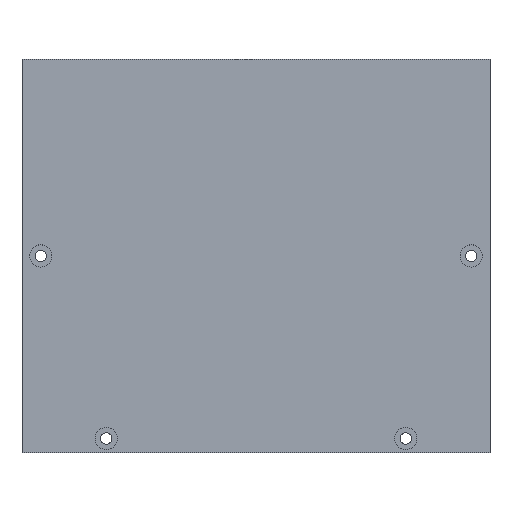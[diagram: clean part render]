
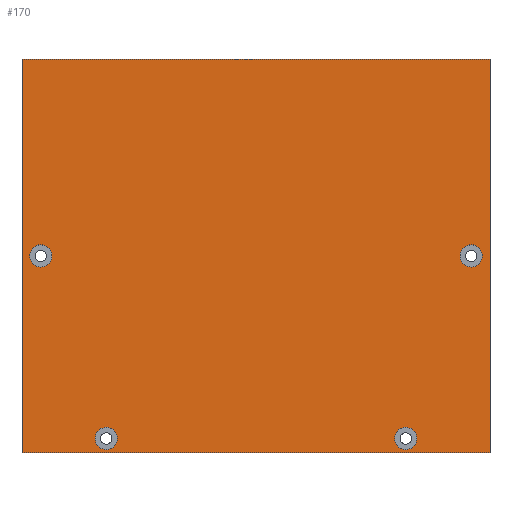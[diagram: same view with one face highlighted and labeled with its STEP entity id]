
A CAD part, top view. The second image highlights one B-rep face of the part: STEP entity #170.
In plain terms, the highlighted planar face has unit normal (0, 0, 1).
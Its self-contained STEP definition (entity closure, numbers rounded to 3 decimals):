
#2 = CARTESIAN_POINT ( 'NONE',  ( -50., -42., 8. ) ) ;
#3 = DIRECTION ( 'NONE',  ( 0., 0., 1. ) ) ;
#6 = CARTESIAN_POINT ( 'NONE',  ( -34.381, -39., 8. ) ) ;
#10 = EDGE_CURVE ( 'NONE', #227, #765, #609, .T. ) ;
#11 = VERTEX_POINT ( 'NONE', #70 ) ;
#15 = DIRECTION ( 'NONE',  ( 0., -1., 0. ) ) ;
#22 = ORIENTED_EDGE ( 'NONE', *, *, #1037, .F. ) ;
#31 = CIRCLE ( 'NONE', #558, 2.381 ) ;
#44 = AXIS2_PLACEMENT_3D ( 'NONE', #854, #1039, #693 ) ;
#47 = LINE ( 'NONE', #385, #201 ) ;
#55 = CARTESIAN_POINT ( 'NONE',  ( -48.381, 0., 8. ) ) ;
#67 = EDGE_LOOP ( 'NONE', ( #210, #676 ) ) ;
#69 = FACE_BOUND ( 'NONE', #67, .T. ) ;
#70 = CARTESIAN_POINT ( 'NONE',  ( 50., -42., 8. ) ) ;
#74 = CARTESIAN_POINT ( 'NONE',  ( 0., 0., 8. ) ) ;
#79 = CARTESIAN_POINT ( 'NONE',  ( -46., 0., 8. ) ) ;
#80 = FACE_BOUND ( 'NONE', #684, .T. ) ;
#82 = CARTESIAN_POINT ( 'NONE',  ( -50., 42., 8. ) ) ;
#93 = VERTEX_POINT ( 'NONE', #601 ) ;
#112 = AXIS2_PLACEMENT_3D ( 'NONE', #74, #631, #489 ) ;
#139 = VERTEX_POINT ( 'NONE', #55 ) ;
#145 = AXIS2_PLACEMENT_3D ( 'NONE', #868, #451, #699 ) ;
#146 = FACE_BOUND ( 'NONE', #345, .T. ) ;
#155 = DIRECTION ( 'NONE',  ( 1., 0., 0. ) ) ;
#160 = CARTESIAN_POINT ( 'NONE',  ( -32., -39., 8. ) ) ;
#170 = ADVANCED_FACE ( 'NONE', ( #146, #80, #811, #69, #406 ), #907, .T. ) ;
#198 = EDGE_CURVE ( 'NONE', #394, #520, #348, .T. ) ;
#201 = VECTOR ( 'NONE', #214, 1000. ) ;
#210 = ORIENTED_EDGE ( 'NONE', *, *, #198, .F. ) ;
#214 = DIRECTION ( 'NONE',  ( 0., 1., 0. ) ) ;
#227 = VERTEX_POINT ( 'NONE', #1057 ) ;
#239 = VERTEX_POINT ( 'NONE', #971 ) ;
#258 = VERTEX_POINT ( 'NONE', #583 ) ;
#263 = EDGE_CURVE ( 'NONE', #765, #227, #31, .T. ) ;
#307 = CIRCLE ( 'NONE', #145, 2.381 ) ;
#309 = DIRECTION ( 'NONE',  ( 0., 0., 1. ) ) ;
#318 = DIRECTION ( 'NONE',  ( -1., 0., 0. ) ) ;
#336 = EDGE_CURVE ( 'NONE', #93, #621, #1038, .T. ) ;
#342 = DIRECTION ( 'NONE',  ( 1., 0., 0. ) ) ;
#345 = EDGE_LOOP ( 'NONE', ( #959, #1062 ) ) ;
#348 = CIRCLE ( 'NONE', #717, 2.381 ) ;
#365 = EDGE_CURVE ( 'NONE', #139, #258, #307, .T. ) ;
#385 = CARTESIAN_POINT ( 'NONE',  ( 50., 42., 8. ) ) ;
#394 = VERTEX_POINT ( 'NONE', #745 ) ;
#404 = EDGE_CURVE ( 'NONE', #258, #139, #847, .T. ) ;
#406 = FACE_OUTER_BOUND ( 'NONE', #944, .T. ) ;
#414 = AXIS2_PLACEMENT_3D ( 'NONE', #160, #3, #636 ) ;
#419 = DIRECTION ( 'NONE',  ( 0., 0., 1. ) ) ;
#426 = VERTEX_POINT ( 'NONE', #2 ) ;
#443 = AXIS2_PLACEMENT_3D ( 'NONE', #904, #419, #155 ) ;
#451 = DIRECTION ( 'NONE',  ( 0., 0., 1. ) ) ;
#457 = DIRECTION ( 'NONE',  ( 1., 0., 0. ) ) ;
#465 = VERTEX_POINT ( 'NONE', #835 ) ;
#483 = DIRECTION ( 'NONE',  ( 1., 0., 0. ) ) ;
#486 = EDGE_CURVE ( 'NONE', #239, #426, #839, .T. ) ;
#489 = DIRECTION ( 'NONE',  ( 1., 0., 0. ) ) ;
#493 = CARTESIAN_POINT ( 'NONE',  ( -50., 42., 8. ) ) ;
#513 = EDGE_LOOP ( 'NONE', ( #892, #661 ) ) ;
#520 = VERTEX_POINT ( 'NONE', #686 ) ;
#552 = CARTESIAN_POINT ( 'NONE',  ( -50., -42., 8. ) ) ;
#558 = AXIS2_PLACEMENT_3D ( 'NONE', #1084, #918, #342 ) ;
#563 = ORIENTED_EDGE ( 'NONE', *, *, #336, .F. ) ;
#575 = CIRCLE ( 'NONE', #443, 2.381 ) ;
#583 = CARTESIAN_POINT ( 'NONE',  ( -43.619, 0., 8. ) ) ;
#585 = ORIENTED_EDGE ( 'NONE', *, *, #1023, .T. ) ;
#601 = CARTESIAN_POINT ( 'NONE',  ( 43.619, 0., 8. ) ) ;
#605 = CARTESIAN_POINT ( 'NONE',  ( 48.381, 0., 8. ) ) ;
#609 = CIRCLE ( 'NONE', #414, 2.381 ) ;
#621 = VERTEX_POINT ( 'NONE', #605 ) ;
#631 = DIRECTION ( 'NONE',  ( 0., 0., 1. ) ) ;
#636 = DIRECTION ( 'NONE',  ( 1., 0., 0. ) ) ;
#653 = DIRECTION ( 'NONE',  ( 1., 0., 0. ) ) ;
#660 = LINE ( 'NONE', #82, #681 ) ;
#661 = ORIENTED_EDGE ( 'NONE', *, *, #263, .F. ) ;
#676 = ORIENTED_EDGE ( 'NONE', *, *, #707, .F. ) ;
#681 = VECTOR ( 'NONE', #318, 1000. ) ;
#684 = EDGE_LOOP ( 'NONE', ( #22, #563 ) ) ;
#686 = CARTESIAN_POINT ( 'NONE',  ( 29.619, -39., 8. ) ) ;
#693 = DIRECTION ( 'NONE',  ( 1., 0., 0. ) ) ;
#699 = DIRECTION ( 'NONE',  ( 1., 0., 0. ) ) ;
#706 = ORIENTED_EDGE ( 'NONE', *, *, #486, .T. ) ;
#707 = EDGE_CURVE ( 'NONE', #520, #394, #810, .T. ) ;
#711 = DIRECTION ( 'NONE',  ( 0., 0., 1. ) ) ;
#717 = AXIS2_PLACEMENT_3D ( 'NONE', #953, #309, #483 ) ;
#736 = AXIS2_PLACEMENT_3D ( 'NONE', #1063, #711, #872 ) ;
#745 = CARTESIAN_POINT ( 'NONE',  ( 34.381, -39., 8. ) ) ;
#765 = VERTEX_POINT ( 'NONE', #6 ) ;
#767 = ORIENTED_EDGE ( 'NONE', *, *, #982, .T. ) ;
#807 = AXIS2_PLACEMENT_3D ( 'NONE', #79, #1083, #653 ) ;
#810 = CIRCLE ( 'NONE', #736, 2.381 ) ;
#811 = FACE_BOUND ( 'NONE', #513, .T. ) ;
#835 = CARTESIAN_POINT ( 'NONE',  ( 50., 42., 8. ) ) ;
#839 = LINE ( 'NONE', #493, #1003 ) ;
#847 = CIRCLE ( 'NONE', #807, 2.381 ) ;
#854 = CARTESIAN_POINT ( 'NONE',  ( 46., 0., 8. ) ) ;
#864 = EDGE_CURVE ( 'NONE', #426, #11, #1047, .T. ) ;
#868 = CARTESIAN_POINT ( 'NONE',  ( -46., 0., 8. ) ) ;
#872 = DIRECTION ( 'NONE',  ( 1., 0., 0. ) ) ;
#892 = ORIENTED_EDGE ( 'NONE', *, *, #10, .F. ) ;
#904 = CARTESIAN_POINT ( 'NONE',  ( 46., 0., 8. ) ) ;
#907 = PLANE ( 'NONE',  #112 ) ;
#918 = DIRECTION ( 'NONE',  ( 0., 0., 1. ) ) ;
#944 = EDGE_LOOP ( 'NONE', ( #767, #585, #706, #1046 ) ) ;
#953 = CARTESIAN_POINT ( 'NONE',  ( 32., -39., 8. ) ) ;
#959 = ORIENTED_EDGE ( 'NONE', *, *, #404, .F. ) ;
#971 = CARTESIAN_POINT ( 'NONE',  ( -50., 42., 8. ) ) ;
#982 = EDGE_CURVE ( 'NONE', #11, #465, #47, .T. ) ;
#1003 = VECTOR ( 'NONE', #15, 1000. ) ;
#1023 = EDGE_CURVE ( 'NONE', #465, #239, #660, .T. ) ;
#1037 = EDGE_CURVE ( 'NONE', #621, #93, #575, .T. ) ;
#1038 = CIRCLE ( 'NONE', #44, 2.381 ) ;
#1039 = DIRECTION ( 'NONE',  ( 0., 0., 1. ) ) ;
#1046 = ORIENTED_EDGE ( 'NONE', *, *, #864, .T. ) ;
#1047 = LINE ( 'NONE', #552, #1078 ) ;
#1057 = CARTESIAN_POINT ( 'NONE',  ( -29.619, -39., 8. ) ) ;
#1062 = ORIENTED_EDGE ( 'NONE', *, *, #365, .F. ) ;
#1063 = CARTESIAN_POINT ( 'NONE',  ( 32., -39., 8. ) ) ;
#1078 = VECTOR ( 'NONE', #457, 1000. ) ;
#1083 = DIRECTION ( 'NONE',  ( 0., 0., 1. ) ) ;
#1084 = CARTESIAN_POINT ( 'NONE',  ( -32., -39., 8. ) ) ;
